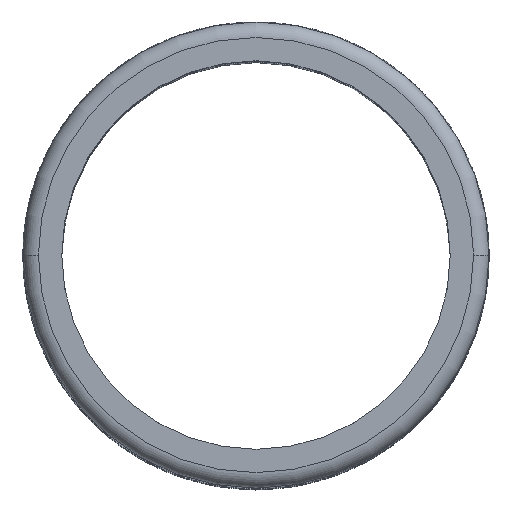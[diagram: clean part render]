
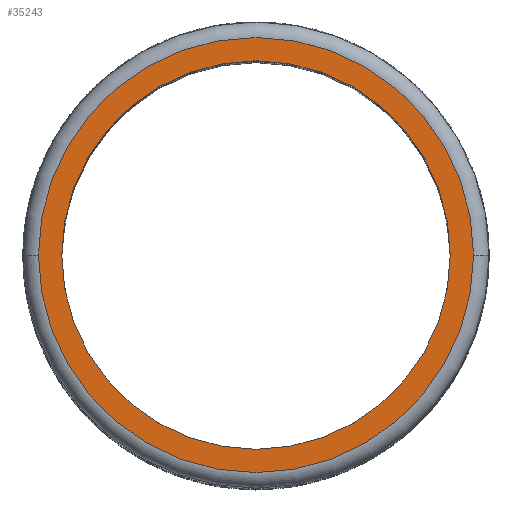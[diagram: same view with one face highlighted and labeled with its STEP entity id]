
A CAD part, top view. The second image highlights one B-rep face of the part: STEP entity #35243.
In plain terms, the highlighted planar face has unit normal (0, 0, 1).
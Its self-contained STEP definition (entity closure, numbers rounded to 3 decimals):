
#2169 = AXIS2_PLACEMENT_3D ( 'NONE', #34939, #38933, #23443 ) ;
#2224 = EDGE_LOOP ( 'NONE', ( #33310, #36510 ) ) ;
#2320 = EDGE_CURVE ( 'NONE', #29171, #42445, #30621, .T. ) ;
#3174 = AXIS2_PLACEMENT_3D ( 'NONE', #46569, #15062, #38752 ) ;
#3961 = VERTEX_POINT ( 'NONE', #7432 ) ;
#4019 = CARTESIAN_POINT ( 'NONE',  ( 14., 0., 0. ) ) ;
#5681 = ORIENTED_EDGE ( 'NONE', *, *, #6900, .T. ) ;
#6900 = EDGE_CURVE ( 'NONE', #42445, #29171, #8113, .T. ) ;
#7432 = CARTESIAN_POINT ( 'NONE',  ( -12.5, 0., 0. ) ) ;
#8113 = CIRCLE ( 'NONE', #2169, 14. ) ;
#9368 = AXIS2_PLACEMENT_3D ( 'NONE', #24714, #24531, #28042 ) ;
#10389 = FACE_OUTER_BOUND ( 'NONE', #16725, .T. ) ;
#15062 = DIRECTION ( 'NONE',  ( 0., 0., 1. ) ) ;
#15866 = AXIS2_PLACEMENT_3D ( 'NONE', #43756, #31961, #43930 ) ;
#16725 = EDGE_LOOP ( 'NONE', ( #5681, #40217 ) ) ;
#19581 = CARTESIAN_POINT ( 'NONE',  ( -14., 0., 0. ) ) ;
#20275 = CARTESIAN_POINT ( 'NONE',  ( 0., 0., 0. ) ) ;
#23443 = DIRECTION ( 'NONE',  ( 1., 0., 0. ) ) ;
#24531 = DIRECTION ( 'NONE',  ( 0., 0., 1. ) ) ;
#24611 = DIRECTION ( 'NONE',  ( 0., 0., 1. ) ) ;
#24714 = CARTESIAN_POINT ( 'NONE',  ( 0., 0., 0. ) ) ;
#28042 = DIRECTION ( 'NONE',  ( 1., 0., 0. ) ) ;
#29171 = VERTEX_POINT ( 'NONE', #19581 ) ;
#29324 = EDGE_CURVE ( 'NONE', #42032, #3961, #38431, .T. ) ;
#30621 = CIRCLE ( 'NONE', #9368, 14. ) ;
#31662 = CIRCLE ( 'NONE', #3174, 12.5 ) ;
#31961 = DIRECTION ( 'NONE',  ( 0., 0., 1. ) ) ;
#33310 = ORIENTED_EDGE ( 'NONE', *, *, #29324, .F. ) ;
#33966 = CARTESIAN_POINT ( 'NONE',  ( 12.5, 0., 0. ) ) ;
#34939 = CARTESIAN_POINT ( 'NONE',  ( 0., 0., 0. ) ) ;
#35243 = ADVANCED_FACE ( 'NONE', ( #10389, #40862 ), #39783, .T. ) ;
#35954 = DIRECTION ( 'NONE',  ( 1., 0., 0. ) ) ;
#36510 = ORIENTED_EDGE ( 'NONE', *, *, #45942, .F. ) ;
#38431 = CIRCLE ( 'NONE', #49839, 12.5 ) ;
#38752 = DIRECTION ( 'NONE',  ( 1., 0., 0. ) ) ;
#38933 = DIRECTION ( 'NONE',  ( 0., 0., 1. ) ) ;
#39783 = PLANE ( 'NONE',  #15866 ) ;
#40217 = ORIENTED_EDGE ( 'NONE', *, *, #2320, .T. ) ;
#40862 = FACE_BOUND ( 'NONE', #2224, .T. ) ;
#42032 = VERTEX_POINT ( 'NONE', #33966 ) ;
#42445 = VERTEX_POINT ( 'NONE', #4019 ) ;
#43756 = CARTESIAN_POINT ( 'NONE',  ( 0., 0., 0. ) ) ;
#43930 = DIRECTION ( 'NONE',  ( 1., 0., 0. ) ) ;
#45942 = EDGE_CURVE ( 'NONE', #3961, #42032, #31662, .T. ) ;
#46569 = CARTESIAN_POINT ( 'NONE',  ( 0., 0., 0. ) ) ;
#49839 = AXIS2_PLACEMENT_3D ( 'NONE', #20275, #24611, #35954 ) ;
